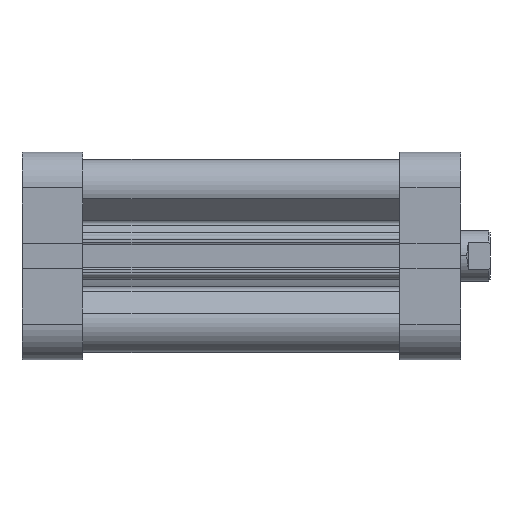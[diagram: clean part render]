
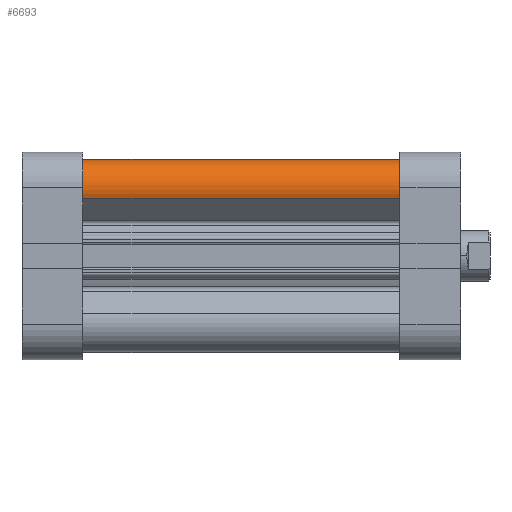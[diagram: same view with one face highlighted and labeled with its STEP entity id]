
A CAD part, front view. The second image highlights one B-rep face of the part: STEP entity #6693.
In plain terms, the highlighted cylindrical face has radius 6.75 mm (diameter 13.5 mm), a partial arc.
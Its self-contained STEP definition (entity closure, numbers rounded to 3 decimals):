
#92 = EDGE_LOOP ( 'NONE', ( #1246, #1245, #1244, #1243 ) ) ;
#1243 = ORIENTED_EDGE ( 'NONE', *, *, #10161, .F. ) ;
#1244 = ORIENTED_EDGE ( 'NONE', *, *, #5196, .T. ) ;
#1245 = ORIENTED_EDGE ( 'NONE', *, *, #5192, .T. ) ;
#1246 = ORIENTED_EDGE ( 'NONE', *, *, #5194, .F. ) ;
#2711 = CARTESIAN_POINT ( 'NONE',  ( -23., -16.25, 75.5 ) ) ;
#2717 = DIRECTION ( 'NONE',  ( 0., 0., -1. ) ) ;
#2720 = CARTESIAN_POINT ( 'NONE',  ( -16.25, -16.25, 75.5 ) ) ;
#2721 = DIRECTION ( 'NONE',  ( 0., 0., 1. ) ) ;
#2722 = DIRECTION ( 'NONE',  ( -1., 0., 0. ) ) ;
#2726 = CARTESIAN_POINT ( 'NONE',  ( -16.25, -16.25, 0. ) ) ;
#2727 = DIRECTION ( 'NONE',  ( 0., 0., 1. ) ) ;
#2728 = DIRECTION ( 'NONE',  ( -1., 0., 0. ) ) ;
#3322 = VECTOR ( 'NONE', #2717, 1000. ) ;
#3329 = LINE ( 'NONE', #2711, #3322 ) ;
#3334 = CIRCLE ( 'NONE', #6096, 6.75 ) ;
#3336 = CIRCLE ( 'NONE', #6060, 6.75 ) ;
#4777 = AXIS2_PLACEMENT_3D ( 'NONE', #9696, #9695, #9694 ) ;
#5192 = EDGE_CURVE ( 'NONE', #6532, #6440, #3329, .T. ) ;
#5194 = EDGE_CURVE ( 'NONE', #6532, #6498, #3334, .T. ) ;
#5196 = EDGE_CURVE ( 'NONE', #6440, #6525, #3336, .T. ) ;
#6060 = AXIS2_PLACEMENT_3D ( 'NONE', #2726, #2727, #2728 ) ;
#6096 = AXIS2_PLACEMENT_3D ( 'NONE', #2720, #2721, #2722 ) ;
#6440 = VERTEX_POINT ( 'NONE', #9132 ) ;
#6498 = VERTEX_POINT ( 'NONE', #9191 ) ;
#6525 = VERTEX_POINT ( 'NONE', #9223 ) ;
#6532 = VERTEX_POINT ( 'NONE', #9231 ) ;
#6693 = ADVANCED_FACE ( 'NONE', ( #8495 ), #8494, .T. ) ;
#8494 = CYLINDRICAL_SURFACE ( 'NONE', #4777, 6.75 ) ;
#8495 = FACE_OUTER_BOUND ( 'NONE', #92, .T. ) ;
#8740 = LINE ( 'NONE', #10117, #8744 ) ;
#8744 = VECTOR ( 'NONE', #10118, 1000. ) ;
#9132 = CARTESIAN_POINT ( 'NONE',  ( -23., -16.25, 0. ) ) ;
#9191 = CARTESIAN_POINT ( 'NONE',  ( -13.633, -22.472, 75.5 ) ) ;
#9223 = CARTESIAN_POINT ( 'NONE',  ( -13.633, -22.472, 0. ) ) ;
#9231 = CARTESIAN_POINT ( 'NONE',  ( -23., -16.25, 75.5 ) ) ;
#9694 = DIRECTION ( 'NONE',  ( -1., 0., 0. ) ) ;
#9695 = DIRECTION ( 'NONE',  ( 0., 0., -1. ) ) ;
#9696 = CARTESIAN_POINT ( 'NONE',  ( -16.25, -16.25, 75.5 ) ) ;
#10117 = CARTESIAN_POINT ( 'NONE',  ( -13.633, -22.472, 75.5 ) ) ;
#10118 = DIRECTION ( 'NONE',  ( 0., 0., -1. ) ) ;
#10161 = EDGE_CURVE ( 'NONE', #6498, #6525, #8740, .T. ) ;
